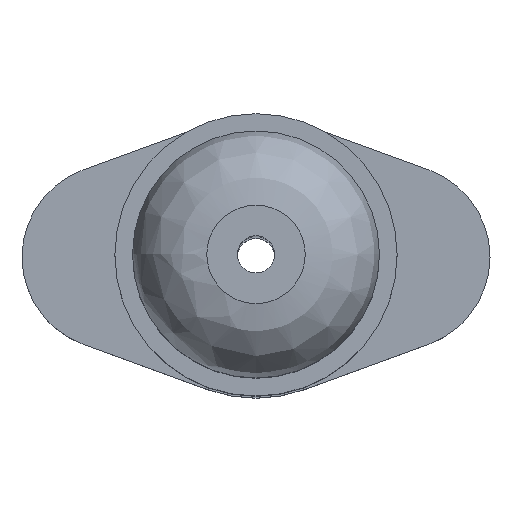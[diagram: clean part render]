
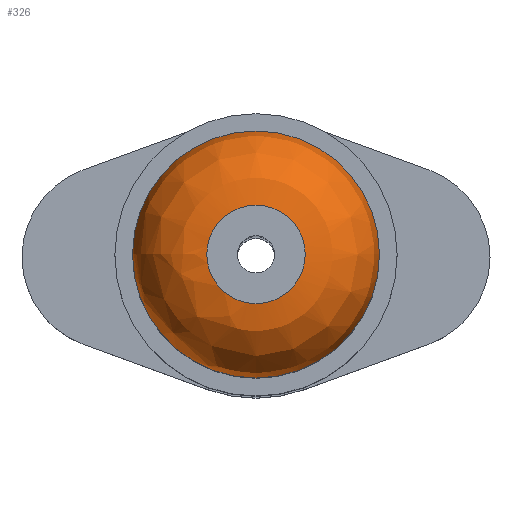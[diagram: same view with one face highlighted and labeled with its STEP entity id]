
A CAD part, top view. The second image highlights one B-rep face of the part: STEP entity #326.
In plain terms, the highlighted free-form (B-spline) face has degree [2, 2] with [3, 9] control points.
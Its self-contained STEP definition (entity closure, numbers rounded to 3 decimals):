
#15=(
BOUNDED_CURVE()
B_SPLINE_CURVE(2,(#573,#574,#575),.UNSPECIFIED.,.F.,.F.)
B_SPLINE_CURVE_WITH_KNOTS((3,3),(-1.571,0.),.UNSPECIFIED.)
CURVE()
GEOMETRIC_REPRESENTATION_ITEM()
RATIONAL_B_SPLINE_CURVE((1.,0.707,1.))
REPRESENTATION_ITEM('')
);
#16=(
BOUNDED_SURFACE()
B_SPLINE_SURFACE(2,2,((#546,#547,#548,#549,#550,#551,#552,#553,#554),(#555,
#556,#557,#558,#559,#560,#561,#562,#563),(#564,#565,#566,#567,#568,#569,
#570,#571,#572)),.UNSPECIFIED.,.F.,.T.,.F.)
B_SPLINE_SURFACE_WITH_KNOTS((3,3),(3,2,2,2,3),(0.,1.571),(-3.142,
-1.571,0.,1.571,3.142),.UNSPECIFIED.)
GEOMETRIC_REPRESENTATION_ITEM()
RATIONAL_B_SPLINE_SURFACE(((1.,0.707,1.,0.707,1.,
0.707,1.,0.707,1.),(0.707,0.5,0.707,
0.5,0.707,0.5,0.707,0.5,0.707),(1.,
0.707,1.,0.707,1.,0.707,1.,0.707,
1.)))
REPRESENTATION_ITEM('')
SURFACE()
);
#87=FACE_OUTER_BOUND('',#122,.T.);
#122=EDGE_LOOP('',(#257,#258,#259,#260));
#151=CIRCLE('',#366,6.65);
#152=CIRCLE('',#368,2.65);
#177=VERTEX_POINT('',#541);
#178=VERTEX_POINT('',#544);
#207=EDGE_CURVE('',#177,#177,#151,.T.);
#208=EDGE_CURVE('',#178,#178,#152,.T.);
#209=EDGE_CURVE('',#178,#177,#15,.T.);
#257=ORIENTED_EDGE('',*,*,#208,.T.);
#258=ORIENTED_EDGE('',*,*,#209,.T.);
#259=ORIENTED_EDGE('',*,*,#207,.T.);
#260=ORIENTED_EDGE('',*,*,#209,.F.);
#326=ADVANCED_FACE('',(#87),#16,.F.);
#366=AXIS2_PLACEMENT_3D('',#542,#443,#444);
#368=AXIS2_PLACEMENT_3D('',#545,#447,#448);
#443=DIRECTION('center_axis',(0.,0.,1.));
#444=DIRECTION('ref_axis',(1.,0.,0.));
#447=DIRECTION('center_axis',(0.,0.,-1.));
#448=DIRECTION('ref_axis',(1.,0.,0.));
#541=CARTESIAN_POINT('',(-6.65,0.,20.));
#542=CARTESIAN_POINT('Origin',(0.,0.,20.));
#544=CARTESIAN_POINT('',(-2.65,0.,24.));
#545=CARTESIAN_POINT('Origin',(0.,0.,24.));
#546=CARTESIAN_POINT('Ctrl Pts',(-6.65,0.,20.));
#547=CARTESIAN_POINT('Ctrl Pts',(-6.65,-6.65,20.));
#548=CARTESIAN_POINT('Ctrl Pts',(0.,-6.65,20.));
#549=CARTESIAN_POINT('Ctrl Pts',(6.65,-6.65,20.));
#550=CARTESIAN_POINT('Ctrl Pts',(6.65,0.,20.));
#551=CARTESIAN_POINT('Ctrl Pts',(6.65,6.65,20.));
#552=CARTESIAN_POINT('Ctrl Pts',(0.,6.65,20.));
#553=CARTESIAN_POINT('Ctrl Pts',(-6.65,6.65,20.));
#554=CARTESIAN_POINT('Ctrl Pts',(-6.65,0.,20.));
#555=CARTESIAN_POINT('Ctrl Pts',(-6.65,0.,24.));
#556=CARTESIAN_POINT('Ctrl Pts',(-6.65,-6.65,24.));
#557=CARTESIAN_POINT('Ctrl Pts',(0.,-6.65,24.));
#558=CARTESIAN_POINT('Ctrl Pts',(6.65,-6.65,24.));
#559=CARTESIAN_POINT('Ctrl Pts',(6.65,0.,24.));
#560=CARTESIAN_POINT('Ctrl Pts',(6.65,6.65,24.));
#561=CARTESIAN_POINT('Ctrl Pts',(0.,6.65,24.));
#562=CARTESIAN_POINT('Ctrl Pts',(-6.65,6.65,24.));
#563=CARTESIAN_POINT('Ctrl Pts',(-6.65,0.,24.));
#564=CARTESIAN_POINT('Ctrl Pts',(-2.65,0.,24.));
#565=CARTESIAN_POINT('Ctrl Pts',(-2.65,-2.65,24.));
#566=CARTESIAN_POINT('Ctrl Pts',(0.,-2.65,24.));
#567=CARTESIAN_POINT('Ctrl Pts',(2.65,-2.65,24.));
#568=CARTESIAN_POINT('Ctrl Pts',(2.65,0.,24.));
#569=CARTESIAN_POINT('Ctrl Pts',(2.65,2.65,24.));
#570=CARTESIAN_POINT('Ctrl Pts',(0.,2.65,24.));
#571=CARTESIAN_POINT('Ctrl Pts',(-2.65,2.65,24.));
#572=CARTESIAN_POINT('Ctrl Pts',(-2.65,0.,24.));
#573=CARTESIAN_POINT('Ctrl Pts',(-2.65,0.,24.));
#574=CARTESIAN_POINT('Ctrl Pts',(-6.65,0.,24.));
#575=CARTESIAN_POINT('Ctrl Pts',(-6.65,0.,20.));
